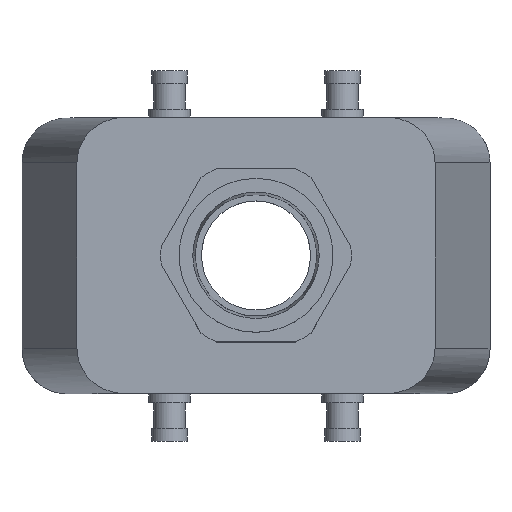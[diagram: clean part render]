
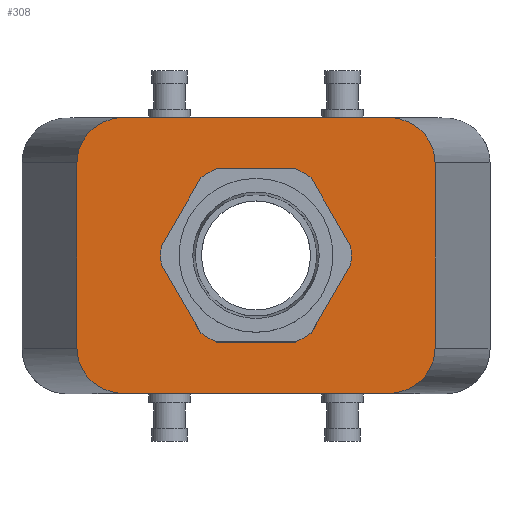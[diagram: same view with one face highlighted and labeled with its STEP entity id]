
A CAD part, top view. The second image highlights one B-rep face of the part: STEP entity #308.
In plain terms, the highlighted planar face has unit normal (0, 0, 1).
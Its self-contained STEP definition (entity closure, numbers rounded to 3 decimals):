
#308 = ADVANCED_FACE( '', ( #759, #760 ), #761, .T. );
#759 = FACE_BOUND( '', #1369, .T. );
#760 = FACE_OUTER_BOUND( '', #1370, .T. );
#761 = PLANE( '', #1371 );
#1369 = EDGE_LOOP( '', ( #2274 ) );
#1370 = EDGE_LOOP( '', ( #2275, #2276, #2277, #2278, #2279, #2280, #2281, #2282 ) );
#1371 = AXIS2_PLACEMENT_3D( '', #2283, #2284, #2285 );
#2274 = ORIENTED_EDGE( '', *, *, #3713, .F. );
#2275 = ORIENTED_EDGE( '', *, *, #3714, .T. );
#2276 = ORIENTED_EDGE( '', *, *, #3715, .T. );
#2277 = ORIENTED_EDGE( '', *, *, #3716, .F. );
#2278 = ORIENTED_EDGE( '', *, *, #3717, .F. );
#2279 = ORIENTED_EDGE( '', *, *, #3718, .T. );
#2280 = ORIENTED_EDGE( '', *, *, #3719, .F. );
#2281 = ORIENTED_EDGE( '', *, *, #3720, .F. );
#2282 = ORIENTED_EDGE( '', *, *, #3511, .T. );
#2283 = CARTESIAN_POINT( '', ( -27.925, 0., 52. ) );
#2284 = DIRECTION( '', ( 0., 0., 1. ) );
#2285 = DIRECTION( '', ( 1., 0., 0. ) );
#3511 = EDGE_CURVE( '', #4158, #4156, #4159, .T. );
#3713 = EDGE_CURVE( '', #4493, #4493, #4494, .T. );
#3714 = EDGE_CURVE( '', #4156, #4495, #4496, .T. );
#3715 = EDGE_CURVE( '', #4495, #4497, #4498, .T. );
#3716 = EDGE_CURVE( '', #4499, #4497, #4500, .T. );
#3717 = EDGE_CURVE( '', #4501, #4499, #4502, .T. );
#3718 = EDGE_CURVE( '', #4501, #4503, #4504, .T. );
#3719 = EDGE_CURVE( '', #4505, #4503, #4506, .T. );
#3720 = EDGE_CURVE( '', #4158, #4505, #4507, .T. );
#4156 = VERTEX_POINT( '', #5068 );
#4158 = VERTEX_POINT( '', #5071 );
#4159 = LINE( '', #5072, #5073 );
#4493 = VERTEX_POINT( '', #5630 );
#4494 = CIRCLE( '', #5631, 13. );
#4495 = VERTEX_POINT( '', #5632 );
#4496 = ELLIPSE( '', #5633, 7.247, 7. );
#4497 = VERTEX_POINT( '', #5634 );
#4498 = LINE( '', #5635, #5636 );
#4499 = VERTEX_POINT( '', #5637 );
#4500 = ELLIPSE( '', #5638, 7.247, 7. );
#4501 = VERTEX_POINT( '', #5639 );
#4502 = LINE( '', #5640, #5641 );
#4503 = VERTEX_POINT( '', #5642 );
#4504 = ELLIPSE( '', #5643, 7.247, 7. );
#4505 = VERTEX_POINT( '', #5644 );
#4506 = LINE( '', #5645, #5646 );
#4507 = ELLIPSE( '', #5647, 7.247, 7. );
#5068 = CARTESIAN_POINT( '', ( -27.925, -14.5, 52. ) );
#5071 = CARTESIAN_POINT( '', ( -27.925, 14.5, 52. ) );
#5072 = CARTESIAN_POINT( '', ( -27.925, 0., 52. ) );
#5073 = VECTOR( '', #6396, 1000. );
#5630 = CARTESIAN_POINT( '', ( 13., 0., 52. ) );
#5631 = AXIS2_PLACEMENT_3D( '', #6580, #6581, #6582 );
#5632 = CARTESIAN_POINT( '', ( -20.678, -21.5, 52. ) );
#5633 = AXIS2_PLACEMENT_3D( '', #6583, #6584, #6585 );
#5634 = CARTESIAN_POINT( '', ( 20.678, -21.5, 52. ) );
#5635 = CARTESIAN_POINT( '', ( -27.925, -21.5, 52. ) );
#5636 = VECTOR( '', #6586, 1000. );
#5637 = CARTESIAN_POINT( '', ( 27.925, -14.5, 52. ) );
#5638 = AXIS2_PLACEMENT_3D( '', #6587, #6588, #6589 );
#5639 = CARTESIAN_POINT( '', ( 27.925, 14.5, 52. ) );
#5640 = CARTESIAN_POINT( '', ( 27.925, 0., 52. ) );
#5641 = VECTOR( '', #6590, 1000. );
#5642 = CARTESIAN_POINT( '', ( 20.678, 21.5, 52. ) );
#5643 = AXIS2_PLACEMENT_3D( '', #6591, #6592, #6593 );
#5644 = CARTESIAN_POINT( '', ( -20.678, 21.5, 52. ) );
#5645 = CARTESIAN_POINT( '', ( -27.925, 21.5, 52. ) );
#5646 = VECTOR( '', #6594, 1000. );
#5647 = AXIS2_PLACEMENT_3D( '', #6595, #6596, #6597 );
#6396 = DIRECTION( '', ( 0., -1., 0. ) );
#6580 = CARTESIAN_POINT( '', ( 0., 0., 52. ) );
#6581 = DIRECTION( '', ( 0., 0., 1. ) );
#6582 = DIRECTION( '', ( 1., 0., 0. ) );
#6583 = CARTESIAN_POINT( '', ( -20.678, -14.5, 52. ) );
#6584 = DIRECTION( '', ( 0., 0., 1. ) );
#6585 = DIRECTION( '', ( -1., 0., 0. ) );
#6586 = DIRECTION( '', ( 1., 0., 0. ) );
#6587 = CARTESIAN_POINT( '', ( 20.678, -14.5, 52. ) );
#6588 = DIRECTION( '', ( 0., 0., -1. ) );
#6589 = DIRECTION( '', ( 1., 0., 0. ) );
#6590 = DIRECTION( '', ( 0., -1., 0. ) );
#6591 = CARTESIAN_POINT( '', ( 20.678, 14.5, 52. ) );
#6592 = DIRECTION( '', ( 0., 0., 1. ) );
#6593 = DIRECTION( '', ( 1., 0., 0. ) );
#6594 = DIRECTION( '', ( 1., 0., 0. ) );
#6595 = CARTESIAN_POINT( '', ( -20.678, 14.5, 52. ) );
#6596 = DIRECTION( '', ( 0., 0., -1. ) );
#6597 = DIRECTION( '', ( -1., 0., 0. ) );
